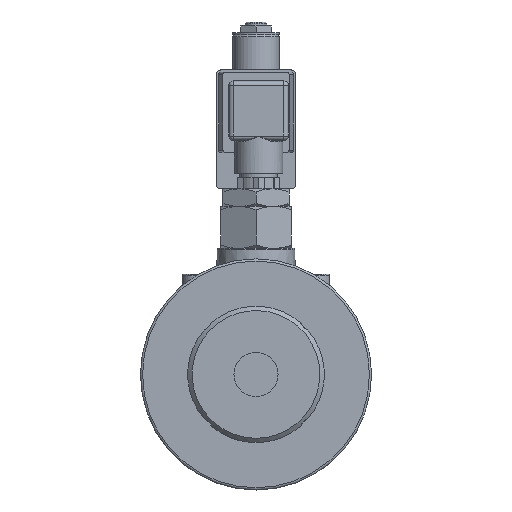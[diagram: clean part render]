
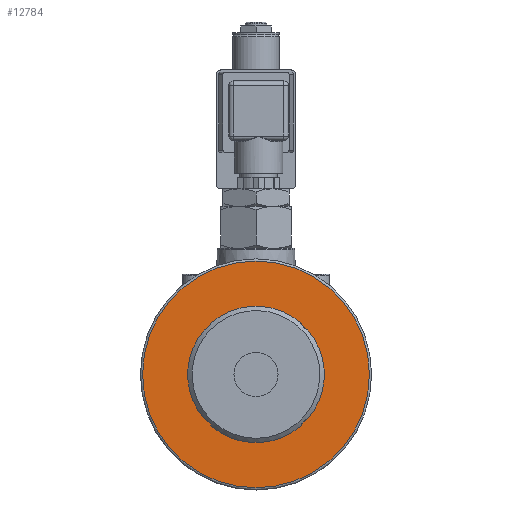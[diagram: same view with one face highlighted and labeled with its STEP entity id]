
A CAD part, front view. The second image highlights one B-rep face of the part: STEP entity #12784.
In plain terms, the highlighted planar face has unit normal (0, -1, 0).
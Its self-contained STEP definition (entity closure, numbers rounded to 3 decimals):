
#2835=PLANE('',#13791);
#3121=FACE_BOUND('',#4247,.T.);
#3400=FACE_OUTER_BOUND('',#4246,.T.);
#4246=EDGE_LOOP('',(#9539));
#4247=EDGE_LOOP('',(#9540,#9541,#9542,#9543,#9544,#9545,#9546,#9547));
#5041=CIRCLE('',#13792,51.5);
#5042=CIRCLE('',#13793,7.);
#5043=CIRCLE('',#13794,31.);
#5044=CIRCLE('',#13795,7.);
#5045=CIRCLE('',#13796,31.);
#5046=CIRCLE('',#13797,7.);
#5047=CIRCLE('',#13798,31.);
#5048=CIRCLE('',#13799,7.);
#5049=CIRCLE('',#13800,31.);
#5697=VERTEX_POINT('',#20701);
#5698=VERTEX_POINT('',#20703);
#5699=VERTEX_POINT('',#20704);
#5700=VERTEX_POINT('',#20706);
#5701=VERTEX_POINT('',#20708);
#5702=VERTEX_POINT('',#20710);
#5703=VERTEX_POINT('',#20712);
#5704=VERTEX_POINT('',#20714);
#5705=VERTEX_POINT('',#20716);
#7131=EDGE_CURVE('',#5697,#5697,#5041,.T.);
#7132=EDGE_CURVE('',#5698,#5699,#5042,.T.);
#7133=EDGE_CURVE('',#5698,#5700,#5043,.T.);
#7134=EDGE_CURVE('',#5701,#5700,#5044,.T.);
#7135=EDGE_CURVE('',#5701,#5702,#5045,.T.);
#7136=EDGE_CURVE('',#5703,#5702,#5046,.T.);
#7137=EDGE_CURVE('',#5703,#5704,#5047,.T.);
#7138=EDGE_CURVE('',#5705,#5704,#5048,.T.);
#7139=EDGE_CURVE('',#5705,#5699,#5049,.T.);
#9539=ORIENTED_EDGE('',*,*,#7131,.F.);
#9540=ORIENTED_EDGE('',*,*,#7132,.F.);
#9541=ORIENTED_EDGE('',*,*,#7133,.T.);
#9542=ORIENTED_EDGE('',*,*,#7134,.F.);
#9543=ORIENTED_EDGE('',*,*,#7135,.T.);
#9544=ORIENTED_EDGE('',*,*,#7136,.F.);
#9545=ORIENTED_EDGE('',*,*,#7137,.T.);
#9546=ORIENTED_EDGE('',*,*,#7138,.F.);
#9547=ORIENTED_EDGE('',*,*,#7139,.T.);
#12784=ADVANCED_FACE('',(#3400,#3121),#2835,.T.);
#13791=AXIS2_PLACEMENT_3D('',#20700,#15509,#15510);
#13792=AXIS2_PLACEMENT_3D('',#20702,#15511,#15512);
#13793=AXIS2_PLACEMENT_3D('',#20705,#15513,#15514);
#13794=AXIS2_PLACEMENT_3D('',#20707,#15515,#15516);
#13795=AXIS2_PLACEMENT_3D('',#20709,#15517,#15518);
#13796=AXIS2_PLACEMENT_3D('',#20711,#15519,#15520);
#13797=AXIS2_PLACEMENT_3D('',#20713,#15521,#15522);
#13798=AXIS2_PLACEMENT_3D('',#20715,#15523,#15524);
#13799=AXIS2_PLACEMENT_3D('',#20717,#15525,#15526);
#13800=AXIS2_PLACEMENT_3D('',#20718,#15527,#15528);
#15509=DIRECTION('center_axis',(0.,-1.,0.));
#15510=DIRECTION('ref_axis',(0.,0.,-1.));
#15511=DIRECTION('center_axis',(0.,1.,0.));
#15512=DIRECTION('ref_axis',(0.,0.,1.));
#15513=DIRECTION('center_axis',(0.,1.,0.));
#15514=DIRECTION('ref_axis',(1.,0.,0.));
#15515=DIRECTION('center_axis',(0.,1.,0.));
#15516=DIRECTION('ref_axis',(0.,0.,1.));
#15517=DIRECTION('center_axis',(0.,1.,0.));
#15518=DIRECTION('ref_axis',(1.,0.,0.));
#15519=DIRECTION('center_axis',(0.,1.,0.));
#15520=DIRECTION('ref_axis',(0.,0.,1.));
#15521=DIRECTION('center_axis',(0.,1.,0.));
#15522=DIRECTION('ref_axis',(1.,0.,0.));
#15523=DIRECTION('center_axis',(0.,1.,0.));
#15524=DIRECTION('ref_axis',(0.,0.,1.));
#15525=DIRECTION('center_axis',(0.,1.,0.));
#15526=DIRECTION('ref_axis',(1.,0.,0.));
#15527=DIRECTION('center_axis',(0.,1.,0.));
#15528=DIRECTION('ref_axis',(0.,0.,1.));
#20700=CARTESIAN_POINT('Origin',(0.,-73.,41.25));
#20701=CARTESIAN_POINT('',(0.,-73.,51.5));
#20702=CARTESIAN_POINT('Origin',(0.,-73.,0.));
#20703=CARTESIAN_POINT('',(20.188,-73.,-23.526));
#20704=CARTESIAN_POINT('',(23.526,-73.,-20.188));
#20705=CARTESIAN_POINT('Origin',(26.517,-73.,-26.517));
#20706=CARTESIAN_POINT('',(-20.188,-73.,-23.526));
#20707=CARTESIAN_POINT('Origin',(0.,-73.,0.));
#20708=CARTESIAN_POINT('',(-23.526,-73.,-20.188));
#20709=CARTESIAN_POINT('Origin',(-26.517,-73.,-26.517));
#20710=CARTESIAN_POINT('',(-23.526,-73.,20.188));
#20711=CARTESIAN_POINT('Origin',(0.,-73.,0.));
#20712=CARTESIAN_POINT('',(-20.188,-73.,23.526));
#20713=CARTESIAN_POINT('Origin',(-26.517,-73.,26.517));
#20714=CARTESIAN_POINT('',(20.188,-73.,23.526));
#20715=CARTESIAN_POINT('Origin',(0.,-73.,0.));
#20716=CARTESIAN_POINT('',(23.526,-73.,20.188));
#20717=CARTESIAN_POINT('Origin',(26.517,-73.,26.517));
#20718=CARTESIAN_POINT('Origin',(0.,-73.,0.));
